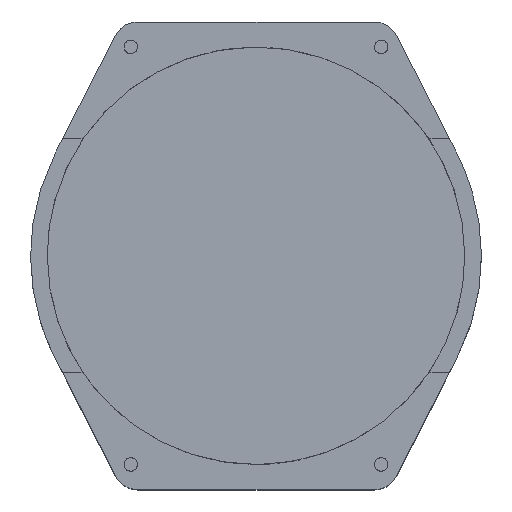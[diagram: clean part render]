
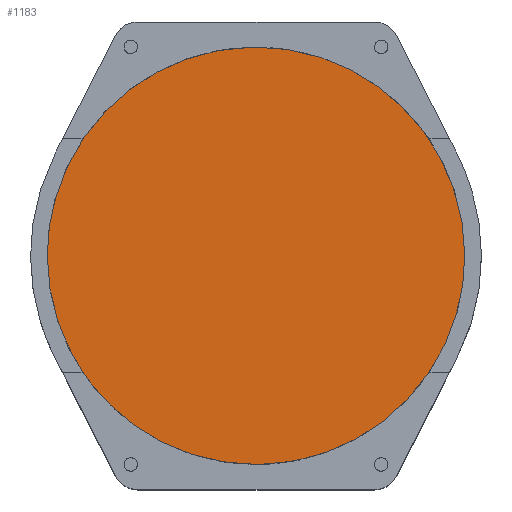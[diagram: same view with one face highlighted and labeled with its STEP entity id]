
A CAD part, top view. The second image highlights one B-rep face of the part: STEP entity #1183.
In plain terms, the highlighted free-form (B-spline) face has degree [1, 1] with [2, 2] control points.
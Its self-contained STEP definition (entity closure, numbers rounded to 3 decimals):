
#67 = VERTEX_POINT('',#68);
#68 = CARTESIAN_POINT('',(15.132,0.,17.432));
#114 = VERTEX_POINT('',#115);
#115 = CARTESIAN_POINT('',(-15.132,0.,
    17.432));
#120 = EDGE_CURVE('',#114,#67,#121,.T.);
#121 = ( BOUNDED_CURVE() B_SPLINE_CURVE(2,(#122,#123,#124,#125,#126),
.UNSPECIFIED.,.F.,.F.) B_SPLINE_CURVE_WITH_KNOTS((3,2,3),(3.142,
4.712,6.283),.PIECEWISE_BEZIER_KNOTS.) CURVE() 
GEOMETRIC_REPRESENTATION_ITEM() RATIONAL_B_SPLINE_CURVE((1.,
0.707,1.,0.707,1.)) REPRESENTATION_ITEM('') );
#122 = CARTESIAN_POINT('',(-15.132,0.,
    17.432));
#123 = CARTESIAN_POINT('',(-15.132,-15.132,
    17.432));
#124 = CARTESIAN_POINT('',(0.,-15.132,
    17.432));
#125 = CARTESIAN_POINT('',(15.132,-15.132,
    17.432));
#126 = CARTESIAN_POINT('',(15.132,0.,
    17.432));
#1164 = EDGE_CURVE('',#67,#114,#1165,.T.);
#1165 = ( BOUNDED_CURVE() B_SPLINE_CURVE(2,(#1166,#1167,#1168,#1169,
#1170),.UNSPECIFIED.,.F.,.F.) B_SPLINE_CURVE_WITH_KNOTS((3,2,3),(0.,
1.571,3.142),.PIECEWISE_BEZIER_KNOTS.) CURVE() 
GEOMETRIC_REPRESENTATION_ITEM() RATIONAL_B_SPLINE_CURVE((1.,
0.707,1.,0.707,1.)) REPRESENTATION_ITEM('') );
#1166 = CARTESIAN_POINT('',(15.132,0.,17.432));
#1167 = CARTESIAN_POINT('',(15.132,15.132,
    17.432));
#1168 = CARTESIAN_POINT('',(0.,15.132,
    17.432));
#1169 = CARTESIAN_POINT('',(-15.132,15.132,
    17.432));
#1170 = CARTESIAN_POINT('',(-15.132,0.,
    17.432));
#1183 = ADVANCED_FACE('',(#1184),#1188,.F.);
#1184 = FACE_BOUND('',#1185,.T.);
#1185 = EDGE_LOOP('',(#1186,#1187));
#1186 = ORIENTED_EDGE('',*,*,#1164,.T.);
#1187 = ORIENTED_EDGE('',*,*,#120,.T.);
#1188 = B_SPLINE_SURFACE_WITH_KNOTS('',1,1,(
    (#1189,#1190)
    ,(#1191,#1192
    )),.UNSPECIFIED.,.F.,.F.,.F.,(2,2),(2,2),(-12.5,12.5),(-12.5,12.5),
  .PIECEWISE_BEZIER_KNOTS.);
#1189 = CARTESIAN_POINT('',(15.132,-15.132,
    17.432));
#1190 = CARTESIAN_POINT('',(15.132,15.132,
    17.432));
#1191 = CARTESIAN_POINT('',(-15.132,-15.132,
    17.432));
#1192 = CARTESIAN_POINT('',(-15.132,15.132,
    17.432));
